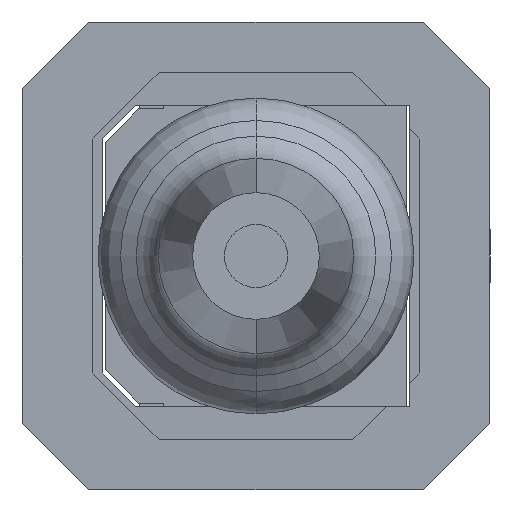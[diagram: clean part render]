
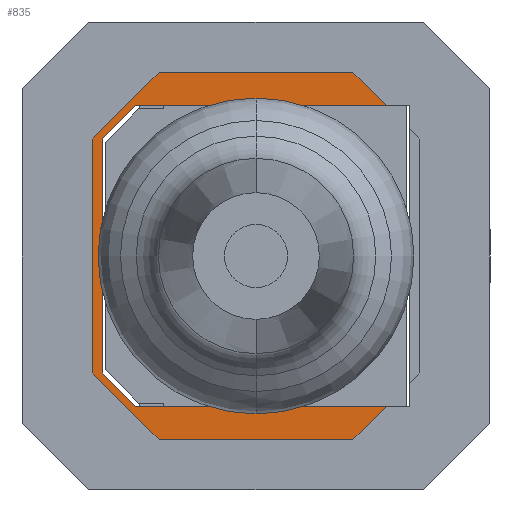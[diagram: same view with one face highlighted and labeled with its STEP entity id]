
A CAD part, left-side view. The second image highlights one B-rep face of the part: STEP entity #835.
In plain terms, the highlighted face is planar.
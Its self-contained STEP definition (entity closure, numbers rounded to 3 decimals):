
#7 = CARTESIAN_POINT ( 'NONE',  ( 2.222, 2.667, 3.111 ) ) ;
#216 = CARTESIAN_POINT ( 'NONE',  ( -2.223, 2.667, 3.111 ) ) ;
#259 = LINE ( 'NONE', #6686, #3705 ) ;
#332 = CARTESIAN_POINT ( 'NONE',  ( -3.492, 2.667, 1.841 ) ) ;
#350 = DIRECTION ( 'NONE',  ( 0.707, 0., 0.707 ) ) ;
#425 = DIRECTION ( 'NONE',  ( 0., 0., 1. ) ) ;
#451 = VECTOR ( 'NONE', #3892, 1000. ) ;
#470 = CARTESIAN_POINT ( 'NONE',  ( 2.858, 2.667, 3.111 ) ) ;
#510 = VERTEX_POINT ( 'NONE', #5057 ) ;
#615 = VECTOR ( 'NONE', #2269, 1000. ) ;
#623 = ORIENTED_EDGE ( 'NONE', *, *, #3829, .T. ) ;
#803 = VECTOR ( 'NONE', #3362, 1000. ) ;
#835 = ADVANCED_FACE ( 'NONE', ( #7101 ), #6016, .F. ) ;
#1061 = LINE ( 'NONE', #2780, #615 ) ;
#1158 = EDGE_CURVE ( 'NONE', #1825, #2413, #6708, .T. ) ;
#1279 = CARTESIAN_POINT ( 'NONE',  ( 3.492, 2.667, 1.841 ) ) ;
#1297 = VECTOR ( 'NONE', #2512, 1000. ) ;
#1501 = DIRECTION ( 'NONE',  ( 0., 0., -1. ) ) ;
#1530 = ORIENTED_EDGE ( 'NONE', *, *, #5872, .T. ) ;
#1623 = VERTEX_POINT ( 'NONE', #216 ) ;
#1703 = CARTESIAN_POINT ( 'NONE',  ( 3.492, 2.667, 2.921 ) ) ;
#1812 = VECTOR ( 'NONE', #5410, 1000. ) ;
#1825 = VERTEX_POINT ( 'NONE', #1279 ) ;
#2232 = ORIENTED_EDGE ( 'NONE', *, *, #3272, .T. ) ;
#2265 = LINE ( 'NONE', #2453, #6850 ) ;
#2269 = DIRECTION ( 'NONE',  ( 0.707, 0., -0.707 ) ) ;
#2413 = VERTEX_POINT ( 'NONE', #6487 ) ;
#2414 = VECTOR ( 'NONE', #350, 1000. ) ;
#2453 = CARTESIAN_POINT ( 'NONE',  ( 2.762, 2.667, 2.381 ) ) ;
#2485 = ORIENTED_EDGE ( 'NONE', *, *, #2486, .T. ) ;
#2486 = EDGE_CURVE ( 'NONE', #4369, #4774, #4237, .T. ) ;
#2498 = DIRECTION ( 'NONE',  ( 0.707, 0., -0.707 ) ) ;
#2501 = VERTEX_POINT ( 'NONE', #6110 ) ;
#2512 = DIRECTION ( 'NONE',  ( -1., 0., 0. ) ) ;
#2560 = DIRECTION ( 'NONE',  ( 0., 0., 1. ) ) ;
#2636 = EDGE_CURVE ( 'NONE', #6114, #1825, #4230, .T. ) ;
#2655 = CARTESIAN_POINT ( 'NONE',  ( 3.492, 2.667, -1.842 ) ) ;
#2753 = CARTESIAN_POINT ( 'NONE',  ( 3.492, 2.667, -3.112 ) ) ;
#2780 = CARTESIAN_POINT ( 'NONE',  ( -2.223, 2.667, -3.112 ) ) ;
#3115 = CARTESIAN_POINT ( 'NONE',  ( 2.223, 2.667, 2.921 ) ) ;
#3180 = CARTESIAN_POINT ( 'NONE',  ( -2.857, 2.667, 3.111 ) ) ;
#3220 = ORIENTED_EDGE ( 'NONE', *, *, #6901, .T. ) ;
#3258 = LINE ( 'NONE', #470, #1812 ) ;
#3272 = EDGE_CURVE ( 'NONE', #3831, #510, #4903, .T. ) ;
#3274 = VECTOR ( 'NONE', #2560, 1000. ) ;
#3334 = CARTESIAN_POINT ( 'NONE',  ( 2.858, 2.667, 2.286 ) ) ;
#3362 = DIRECTION ( 'NONE',  ( 0., 0., 1. ) ) ;
#3606 = LINE ( 'NONE', #3718, #4805 ) ;
#3705 = VECTOR ( 'NONE', #3841, 1000. ) ;
#3717 = CARTESIAN_POINT ( 'NONE',  ( 3.492, 2.667, 3.111 ) ) ;
#3718 = CARTESIAN_POINT ( 'NONE',  ( -3.492, 2.667, 3.111 ) ) ;
#3726 = AXIS2_PLACEMENT_3D ( 'NONE', #3717, #4283, #425 ) ;
#3746 = EDGE_CURVE ( 'NONE', #2501, #6114, #6470, .T. ) ;
#3797 = EDGE_CURVE ( 'NONE', #5405, #6843, #3606, .T. ) ;
#3829 = EDGE_CURVE ( 'NONE', #5026, #2501, #3258, .T. ) ;
#3831 = VERTEX_POINT ( 'NONE', #5304 ) ;
#3841 = DIRECTION ( 'NONE',  ( 0.707, 0., 0.707 ) ) ;
#3892 = DIRECTION ( 'NONE',  ( 1., 0., 0. ) ) ;
#3932 = DIRECTION ( 'NONE',  ( -0.707, 0., 0.707 ) ) ;
#3955 = EDGE_LOOP ( 'NONE', ( #6445, #2232, #3220, #2485, #1530, #623, #6308, #6433, #6808, #5743, #6246, #4252 ) ) ;
#3982 = CARTESIAN_POINT ( 'NONE',  ( -3.492, 2.667, 1.841 ) ) ;
#4020 = LINE ( 'NONE', #7004, #1297 ) ;
#4230 = LINE ( 'NONE', #2753, #803 ) ;
#4237 = LINE ( 'NONE', #1703, #451 ) ;
#4252 = ORIENTED_EDGE ( 'NONE', *, *, #3797, .T. ) ;
#4283 = DIRECTION ( 'NONE',  ( 0., 1., 0. ) ) ;
#4369 = VERTEX_POINT ( 'NONE', #5637 ) ;
#4501 = EDGE_CURVE ( 'NONE', #1623, #5405, #5220, .T. ) ;
#4727 = CARTESIAN_POINT ( 'NONE',  ( 3.492, 2.667, -1.842 ) ) ;
#4774 = VERTEX_POINT ( 'NONE', #3115 ) ;
#4805 = VECTOR ( 'NONE', #1501, 1000. ) ;
#4812 = EDGE_CURVE ( 'NONE', #2413, #1623, #4020, .T. ) ;
#4903 = LINE ( 'NONE', #3180, #3274 ) ;
#4951 = CARTESIAN_POINT ( 'NONE',  ( -3.493, 2.667, -1.842 ) ) ;
#5026 = VERTEX_POINT ( 'NONE', #3334 ) ;
#5057 = CARTESIAN_POINT ( 'NONE',  ( -2.857, 2.667, 2.286 ) ) ;
#5220 = LINE ( 'NONE', #3982, #5316 ) ;
#5304 = CARTESIAN_POINT ( 'NONE',  ( -2.857, 2.667, -2.477 ) ) ;
#5316 = VECTOR ( 'NONE', #5664, 1000. ) ;
#5405 = VERTEX_POINT ( 'NONE', #332 ) ;
#5410 = DIRECTION ( 'NONE',  ( 0., 0., -1. ) ) ;
#5637 = CARTESIAN_POINT ( 'NONE',  ( -2.223, 2.667, 2.921 ) ) ;
#5664 = DIRECTION ( 'NONE',  ( -0.707, 0., -0.707 ) ) ;
#5743 = ORIENTED_EDGE ( 'NONE', *, *, #4812, .T. ) ;
#5748 = VECTOR ( 'NONE', #3932, 1000. ) ;
#5872 = EDGE_CURVE ( 'NONE', #4774, #5026, #2265, .T. ) ;
#6016 = PLANE ( 'NONE',  #3726 ) ;
#6110 = CARTESIAN_POINT ( 'NONE',  ( 2.857, 2.667, -2.477 ) ) ;
#6114 = VERTEX_POINT ( 'NONE', #4727 ) ;
#6246 = ORIENTED_EDGE ( 'NONE', *, *, #4501, .T. ) ;
#6308 = ORIENTED_EDGE ( 'NONE', *, *, #3746, .T. ) ;
#6433 = ORIENTED_EDGE ( 'NONE', *, *, #2636, .T. ) ;
#6445 = ORIENTED_EDGE ( 'NONE', *, *, #6965, .T. ) ;
#6470 = LINE ( 'NONE', #2655, #2414 ) ;
#6487 = CARTESIAN_POINT ( 'NONE',  ( 2.222, 2.667, 3.111 ) ) ;
#6686 = CARTESIAN_POINT ( 'NONE',  ( 0.73, 2.667, 5.874 ) ) ;
#6708 = LINE ( 'NONE', #7, #5748 ) ;
#6808 = ORIENTED_EDGE ( 'NONE', *, *, #1158, .T. ) ;
#6843 = VERTEX_POINT ( 'NONE', #4951 ) ;
#6850 = VECTOR ( 'NONE', #2498, 1000. ) ;
#6901 = EDGE_CURVE ( 'NONE', #510, #4369, #259, .T. ) ;
#6965 = EDGE_CURVE ( 'NONE', #6843, #3831, #1061, .T. ) ;
#7004 = CARTESIAN_POINT ( 'NONE',  ( 3.492, 2.667, 3.111 ) ) ;
#7101 = FACE_OUTER_BOUND ( 'NONE', #3955, .T. ) ;
